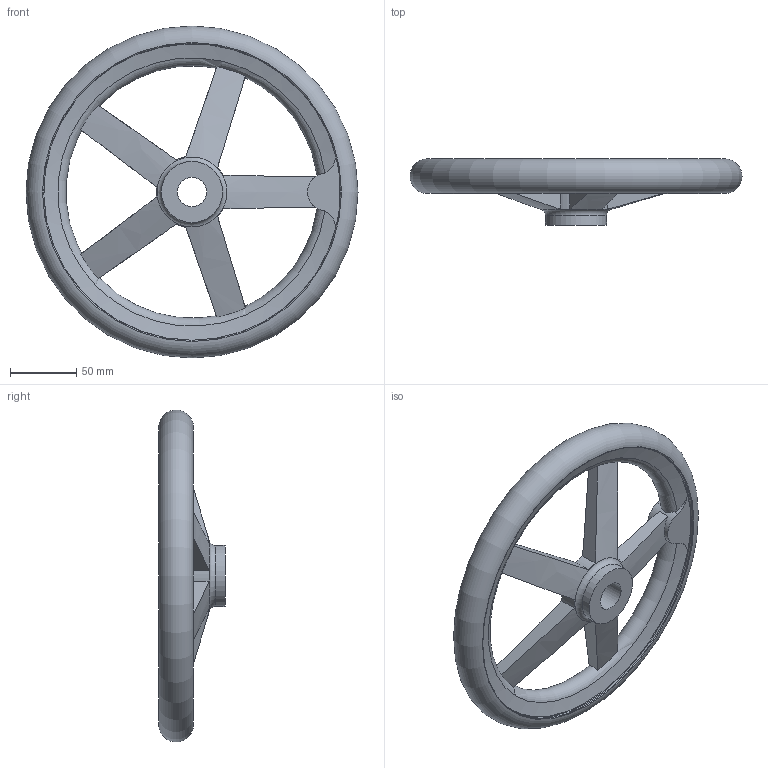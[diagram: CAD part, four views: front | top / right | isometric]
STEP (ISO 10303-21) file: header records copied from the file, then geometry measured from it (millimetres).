
FILE_DESCRIPTION( ( 'STEP AP214' ), '1' );
FILE_NAME( 'K0671.0250X22.stp', '2020-12-09T10:58:29', ( '' ), ( '' ), ' ', 'PARTsolutions', ' ' );
FILE_SCHEMA( ( 'AUTOMOTIVE_DESIGN { 1 0 10303 214 1 1 1 1 }' ) );
Length unit declared in the file: millimetre
Products named in the file (1): _K0671.0250X22
Bounding box: 249.99 x 49.99 x 249.99 mm (x, y, z)
Volume: 514731 mm3; surface area: 94729.2 mm2
Topology: 1 solids, 1 shells, 45 faces, 134 edges, 86 vertices
Faces by surface type: cylinder 15, plane 14, torus 12, cone 4
Full cylindrical faces by diameter (mm): 22 x1, 46 x2, 224 x2
Entity records: 2284 total; most frequent: CARTESIAN_POINT 819, ORIENTED_EDGE 232, DIRECTION 204, EDGE_CURVE 116, AXIS2_PLACEMENT_3D 94, VERTEX_POINT 83, EDGE_LOOP 66, FACE_OUTER_BOUND 57
